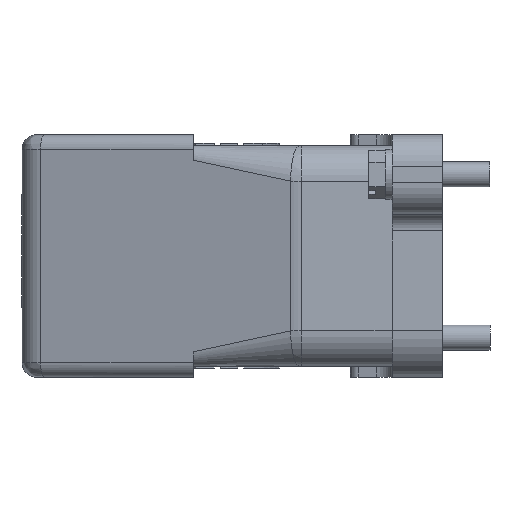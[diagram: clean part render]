
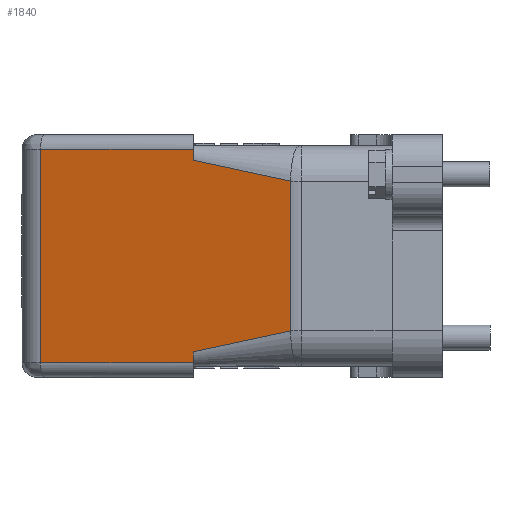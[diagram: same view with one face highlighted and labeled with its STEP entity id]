
A CAD part, left-side view. The second image highlights one B-rep face of the part: STEP entity #1840.
In plain terms, the highlighted planar face has unit normal (-0.966, 0.259, 0).
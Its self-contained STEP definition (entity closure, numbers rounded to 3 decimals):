
#1840=ADVANCED_FACE('',(#2498),#2170,.T.);
#2170=PLANE('',#8895);
#2498=FACE_OUTER_BOUND('',#2879,.T.);
#2879=EDGE_LOOP('',(#4301,#4302,#4303,#4304,#4305,#4306,#4307,#4308));
#4301=ORIENTED_EDGE('',*,*,#6478,.T.);
#4302=ORIENTED_EDGE('',*,*,#6477,.T.);
#4303=ORIENTED_EDGE('',*,*,#6440,.T.);
#4304=ORIENTED_EDGE('',*,*,#6444,.T.);
#4305=ORIENTED_EDGE('',*,*,#6361,.T.);
#4306=ORIENTED_EDGE('',*,*,#6459,.T.);
#4307=ORIENTED_EDGE('',*,*,#6460,.T.);
#4308=ORIENTED_EDGE('',*,*,#6464,.T.);
#5474=VERTEX_POINT('',#12713);
#5481=VERTEX_POINT('',#12749);
#5484=VERTEX_POINT('',#12754);
#5539=VERTEX_POINT('',#13085);
#5540=VERTEX_POINT('',#13087);
#5550=VERTEX_POINT('',#13219);
#5551=VERTEX_POINT('',#13228);
#5553=VERTEX_POINT('',#13255);
#6361=EDGE_CURVE('',#5481,#5484,#7297,.T.);
#6440=EDGE_CURVE('',#5540,#5539,#7345,.T.);
#6444=EDGE_CURVE('',#5539,#5481,#7347,.T.);
#6459=EDGE_CURVE('',#5484,#5550,#7354,.T.);
#6460=EDGE_CURVE('',#5550,#5551,#7355,.T.);
#6464=EDGE_CURVE('',#5551,#5553,#7358,.T.);
#6477=EDGE_CURVE('',#5474,#5540,#7367,.T.);
#6478=EDGE_CURVE('',#5553,#5474,#7368,.T.);
#7297=LINE('',#12755,#8095);
#7345=LINE('',#13086,#8143);
#7347=LINE('',#13112,#8145);
#7354=LINE('',#13220,#8152);
#7355=LINE('',#13227,#8153);
#7358=LINE('',#13254,#8156);
#7367=LINE('',#13279,#8165);
#7368=LINE('',#13281,#8166);
#8095=VECTOR('',#10196,1.);
#8143=VECTOR('',#10338,1.);
#8145=VECTOR('',#10344,1.);
#8152=VECTOR('',#10371,1.);
#8153=VECTOR('',#10372,1.);
#8156=VECTOR('',#10377,1.);
#8165=VECTOR('',#10406,1.);
#8166=VECTOR('',#10409,1.);
#8895=AXIS2_PLACEMENT_3D('',#13282,#10410,#10411);
#10196=DIRECTION('',(0.,0.,1.));
#10338=DIRECTION('',(0.,0.,1.));
#10344=DIRECTION('',(-0.253,-0.946,0.204));
#10371=DIRECTION('',(0.253,0.946,0.204));
#10372=DIRECTION('',(0.,0.,1.));
#10377=DIRECTION('',(0.259,0.966,0.));
#10406=DIRECTION('',(-0.259,-0.966,0.));
#10409=DIRECTION('',(0.,0.,-1.));
#10410=DIRECTION('',(-0.966,0.259,0.));
#10411=DIRECTION('',(-0.259,-0.966,0.));
#12713=CARTESIAN_POINT('',(-35.141,78.053,-25.5));
#12749=CARTESIAN_POINT('',(-51.159,18.272,-17.9));
#12754=CARTESIAN_POINT('',(-51.159,18.272,17.9));
#12755=CARTESIAN_POINT('',(-51.159,18.272,-17.9));
#13085=CARTESIAN_POINT('',(-44.935,41.5,-22.9));
#13086=CARTESIAN_POINT('',(-44.935,41.5,-25.5));
#13087=CARTESIAN_POINT('',(-44.935,41.5,-25.5));
#13112=CARTESIAN_POINT('',(-44.935,41.5,-22.9));
#13219=CARTESIAN_POINT('',(-44.935,41.5,22.9));
#13220=CARTESIAN_POINT('',(-51.159,18.272,17.9));
#13227=CARTESIAN_POINT('',(-44.935,41.5,22.9));
#13228=CARTESIAN_POINT('',(-44.935,41.5,25.5));
#13254=CARTESIAN_POINT('',(-44.935,41.5,25.5));
#13255=CARTESIAN_POINT('',(-35.141,78.053,25.5));
#13279=CARTESIAN_POINT('',(-35.141,78.053,-25.5));
#13281=CARTESIAN_POINT('',(-35.141,78.053,25.5));
#13282=CARTESIAN_POINT('',(-33.539,84.031,-29.));
